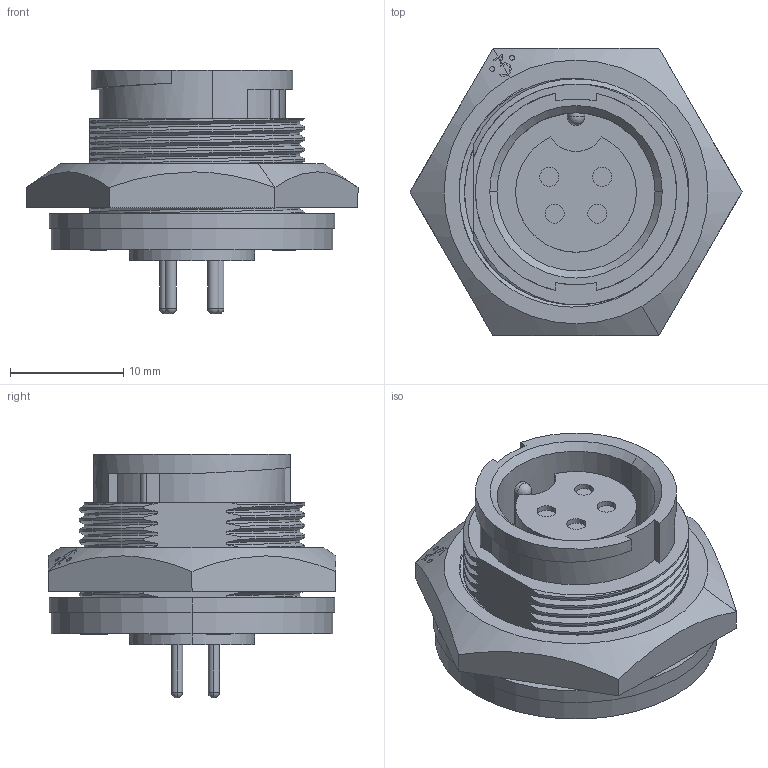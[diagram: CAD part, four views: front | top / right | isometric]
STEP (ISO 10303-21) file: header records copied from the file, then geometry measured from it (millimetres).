
FILE_DESCRIPTION (( 'STEP AP203' ), '1' );
FILE_NAME ('4281-4SG-300.STEP', '2017-10-19T19:44:27', ( '' ), ( '' ), 'SwSTEP 2.0', 'SolidWorks 2017', '' );
FILE_SCHEMA (( 'CONFIG_CONTROL_DESIGN' ));
Length unit declared in the file: millimetre
Products named in the file (1): 4281-4SG-300
Bounding box: 29.33 x 25.4 x 21.54 mm (x, y, z)
Volume: 5217.8 mm3; surface area: 4134.4 mm2
Topology: 1 solids, 1 shells, 321 faces, 875 edges, 578 vertices
Faces by surface type: plane 138, bspline 86, cylinder 74, cone 14, torus 8, sphere 1
Entity records: 25549 total; most frequent: CARTESIAN_POINT 18326, ORIENTED_EDGE 1746, DIRECTION 1109, EDGE_CURVE 873, VERTEX_POINT 577, VECTOR 409, LINE 409, AXIS2_PLACEMENT_3D 350
